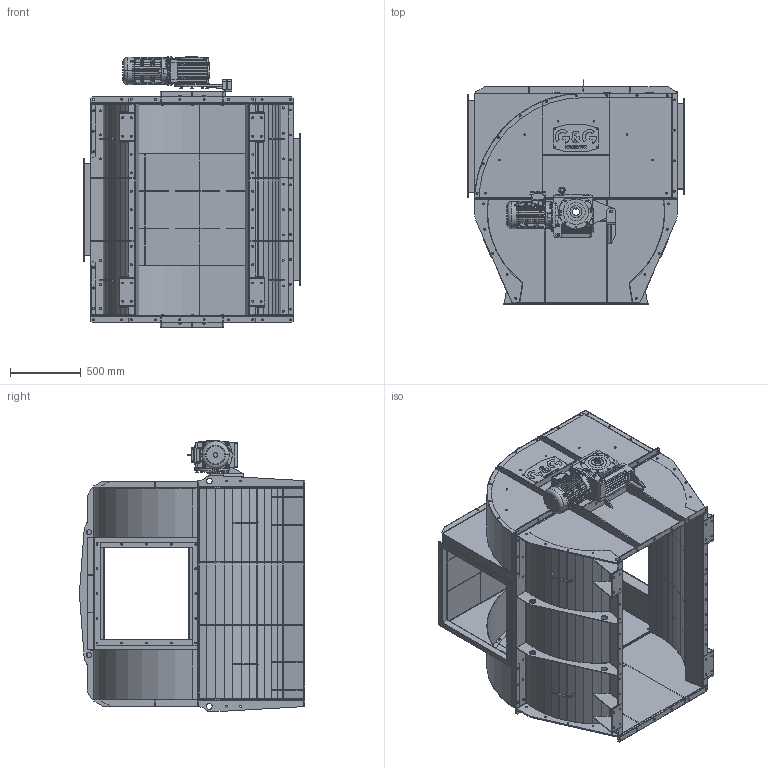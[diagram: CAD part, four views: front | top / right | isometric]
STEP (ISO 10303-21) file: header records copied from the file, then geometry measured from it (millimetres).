
FILE_DESCRIPTION (( 'STEP AP203' ), '1' );
FILE_NAME ('RS0011.STEP', '2023-11-13T13:24:43', ( '' ), ( '' ), 'SwSTEP 2.0', 'SolidWorks 2022', '' );
FILE_SCHEMA (( 'CONFIG_CONTROL_DESIGN' ));
Length unit declared in the file: millimetre
Products named in the file (52): RS-S056-08 - COVER-MIRR_Výchozí; RS-S106-01 - SIDE_Výchozí; RS-S056-09 - STRIP_Výchozí; RS-S056-12 - STRIP_Výchozí; RS-S040-05 REINFORCEMENT_Výchozí; RS-S107-00 - WLDM SIDE; RS-S056-11 - STRIP_Výchozí; RS-S056-05 - FLANGE_Výchozí; RS-S105-00 - WLDM SIDE COVER_Výchozí; RS0011; RS-S042-04 - SUPPORT_Výchozí; RS-S040-03 BEARING SUPPORT_Výchozí; RS-S105-01 - COVER_Výchozí; RS-S103-00 - WLDM ANCHOR 125_Výchozí; SK32100AZD-100LPTF_Výchozí; PERO 14e7 x 9 x 140_Výchozí; BOLT JOINT - B+SW+W_M8x16-W; RS-S042-02 FLANGE_Výchozí; RS-S056-02 - COVER_Výchozí; RS-S040-00 WLDM FRONT; SK32100AZD-100LPTF (1)_Výchozí; RS-S056-07 - FLANGE SUPPORT_Výchozí; CV-S004-02 - HANDLE RO_Výchozí; RS-S107-01 - SIDE_Výchozí; RS-S103-02 - STRIP_Výchozí; RU-D001-93 - PLACKA LOGO XM_NEREZ; RS-S106-03 - STRIP_Výchozí; RS-M002-08 - ASSY COVER; RSGG-125-15 - 23-10_Výchozí; RS-S056-10 - STRIP_Výchozí; RS-S104-01 - COVER_Výchozí; RS-S040-02 REINFORCEMENT_Výchozí; RS-S056-03 - FLANGE_Výchozí; RS-S106-00 - WLDM SIDE; RS-S056-06 - FLANGE_Výchozí; RS-S101-04 - FLANGE_Výchozí; SK32100AZD-100LPTF (2)_Výchozí; NUT WELD - NW_M8; RS-S103-03 - STRIP_Výchozí; RS-S101-08 - FLANGE SUPPORT_Výchozí ...
Assembly tree (111 placements, depth 5):
  RS0011
    RSGG-125-15 - 23-10_Výchozí
      RS-S106-00 - WLDM SIDE
        RS-S106-01 - SIDE_Výchozí
        RS-S042-02 FLANGE_Výchozí  x2
        CV-S004-02 - HANDLE RO_Výchozí  x2
        RS-S106-03 - STRIP_Výchozí  x4
        RS-S042-04 - SUPPORT_Výchozí  x2
      RS-S107-00 - WLDM SIDE
        RS-S107-01 - SIDE_Výchozí
        RS-S042-02 FLANGE_Výchozí  x2
        CV-S004-02 - HANDLE RO_Výchozí  x2
        RS-S106-03 - STRIP_Výchozí  x4
        RS-S042-04 - SUPPORT_Výchozí  x2
      RS-S040-00 WLDM FRONT  x2
        RS-S040-01 FRONT_Výchozí
        RS-S040-02 REINFORCEMENT_Výchozí
        RS-S040-03 BEARING SUPPORT_Výchozí
        RS-S040-05 REINFORCEMENT_Výchozí
        NUT WELD - NW_M8
      RS-M002-08 - ASSY COVER
        RS-S056-00 - WLDM COVER
          RS-S056-01 - COVER_Výchozí
          RS-S056-02 - COVER_Výchozí  x2
          RS-S056-03 - FLANGE_Výchozí  x2
          RS-S056-04 - COVER_Výchozí
          RS-S056-05 - FLANGE_Výchozí  x2
          RS-S056-06 - FLANGE_Výchozí  x2
          RS-S056-07 - FLANGE SUPPORT_Výchozí  x2
          RS-S056-08 - COVER-MIRR_Výchozí
          RS-S056-09 - STRIP_Výchozí
          RS-S056-10 - STRIP_Výchozí  x4
          RS-S056-11 - STRIP_Výchozí
          RS-S056-12 - STRIP_Výchozí
          NUT WELD - NW_M8  x24
        RS-S104-00 - WLDM SIDE COVER_Výchozí
          RS-S104-01 - COVER_Výchozí
          RS-S104-02 - STRIP_Výchozí
          RS-S104-03 - STRIP_Výchozí
          RS-S104-04 - STRIP_Výchozí
        RS-S101-00 - WLDM COVER
          RS-S101-03 - COVER_Výchozí
          RS-S101-02 - FLANGE_Výchozí  x2
          RS-S101-04 - FLANGE_Výchozí  x2
          RS-S101-08 - FLANGE SUPPORT_Výchozí  x2
        RS-S105-00 - WLDM SIDE COVER_Výchozí
          RS-S105-01 - COVER_Výchozí
          RS-S104-02 - STRIP_Výchozí
          RS-S104-03 - STRIP_Výchozí
          RS-S104-04 - STRIP_Výchozí
      RS-S103-00 - WLDM ANCHOR 125_Výchozí
        RS-S103-01 - ANGLE_Výchozí
        RS-S103-02 - STRIP_Výchozí
        RS-S103-03 - STRIP_Výchozí
      PERO 14e7 x 9 x 140_Výchozí
      BOLT JOINT - B+SW+W_M8x16-W  x3
      SK32100AZD-100LPTF_Výchozí
        SK32100AZD-100LPTF (1)_Výchozí
        SK32100AZD-100LPTF (2)_Výchozí
      RU-D001-93 - PLACKA LOGO XM_NEREZ  x2
Bounding box: 1534.4 x 1594.94 x 1915.5 mm (x, y, z)
Volume: 62488817.5 mm3; surface area: 27821613.5 mm2
Topology: 112 solids, 135 shells, 5366 faces, 14121 edges, 9083 vertices
Faces by surface type: plane 3053, cylinder 1681, cone 445, bspline 99, torus 86, sphere 2
Entity records: 136004 total; most frequent: CARTESIAN_POINT 30324, ORIENTED_EDGE 20720, DIRECTION 20602, EDGE_CURVE 10360, AXIS2_PLACEMENT_3D 7337, VERTEX_POINT 6639, LINE 5928, VECTOR 5928
